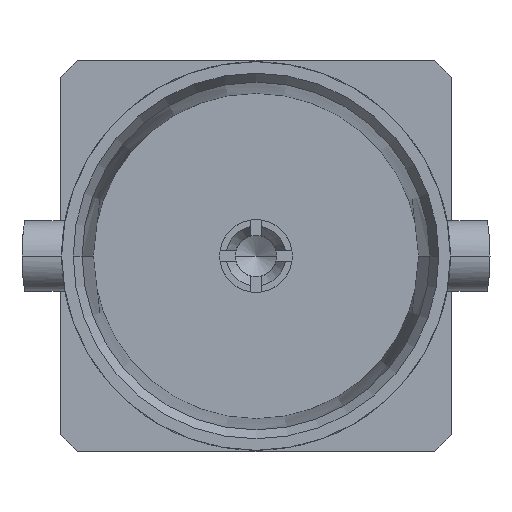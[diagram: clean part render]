
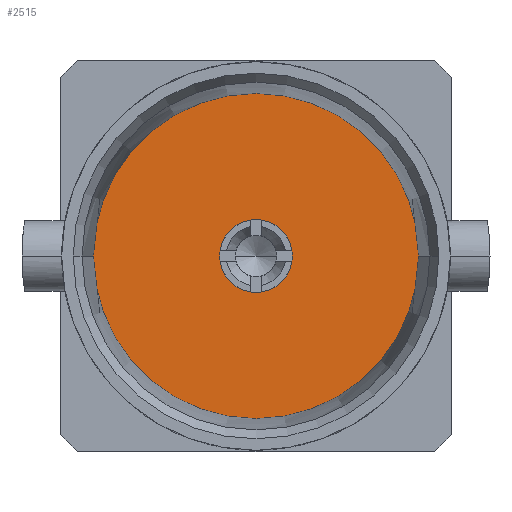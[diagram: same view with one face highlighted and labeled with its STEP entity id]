
A CAD part, left-side view. The second image highlights one B-rep face of the part: STEP entity #2515.
In plain terms, the highlighted planar face has unit normal (-1, 0, 0).
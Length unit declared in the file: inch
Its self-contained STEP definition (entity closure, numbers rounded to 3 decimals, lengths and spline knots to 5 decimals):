
#745=CARTESIAN_POINT('',(0.1752,0.,0.));
#746=DIRECTION('',(1.,0.,0.));
#747=DIRECTION('',(0.,1.,0.));
#748=AXIS2_PLACEMENT_3D('',#745,#746,#747);
#750=CARTESIAN_POINT('',(0.1752,0.,0.));
#751=DIRECTION('',(-1.,0.,0.));
#752=DIRECTION('',(0.,1.,0.));
#753=AXIS2_PLACEMENT_3D('',#750,#751,#752);
#755=CARTESIAN_POINT('',(0.1752,0.,0.));
#756=DIRECTION('',(1.,0.,0.));
#757=DIRECTION('',(0.,1.,0.));
#758=AXIS2_PLACEMENT_3D('',#755,#756,#757);
#760=CARTESIAN_POINT('',(0.1752,0.,0.));
#761=DIRECTION('',(1.,0.,0.));
#762=DIRECTION('',(0.,-1.,0.));
#763=AXIS2_PLACEMENT_3D('',#760,#761,#762);
#1217=CARTESIAN_POINT('',(0.1752,0.12343,0.));
#1219=VERTEX_POINT('',#1217);
#1221=CARTESIAN_POINT('',(0.1752,-0.12343,0.));
#1223=VERTEX_POINT('',#1221);
#1529=CARTESIAN_POINT('',(0.1752,0.02756,0.));
#1530=CARTESIAN_POINT('',(0.1752,-0.02756,0.));
#1531=VERTEX_POINT('',#1529);
#1532=VERTEX_POINT('',#1530);
#2500=CARTESIAN_POINT('',(0.1752,0.,0.));
#2501=DIRECTION('',(-1.,0.,0.));
#2502=DIRECTION('',(0.,1.,0.));
#2503=AXIS2_PLACEMENT_3D('',#2500,#2501,#2502);
#2504=PLANE('',#2503);
#2505=ORIENTED_EDGE('',*,*,#2482,.T.);
#2506=ORIENTED_EDGE('',*,*,#2493,.F.);
#2507=EDGE_LOOP('',(#2505,#2506));
#2508=FACE_OUTER_BOUND('',#2507,.F.);
#2510=ORIENTED_EDGE('',*,*,#2509,.F.);
#2512=ORIENTED_EDGE('',*,*,#2511,.F.);
#2513=EDGE_LOOP('',(#2510,#2512));
#2514=FACE_BOUND('',#2513,.F.);
#2515=ADVANCED_FACE('',(#2508,#2514),#2504,.T.);
#749=CIRCLE('',#748,0.12343);
#754=CIRCLE('',#753,0.12343);
#759=CIRCLE('',#758,0.02756);
#764=CIRCLE('',#763,0.02756);
#2482=EDGE_CURVE('',#1219,#1223,#749,.T.);
#2493=EDGE_CURVE('',#1219,#1223,#754,.T.);
#2509=EDGE_CURVE('',#1531,#1532,#759,.T.);
#2511=EDGE_CURVE('',#1532,#1531,#764,.T.);
